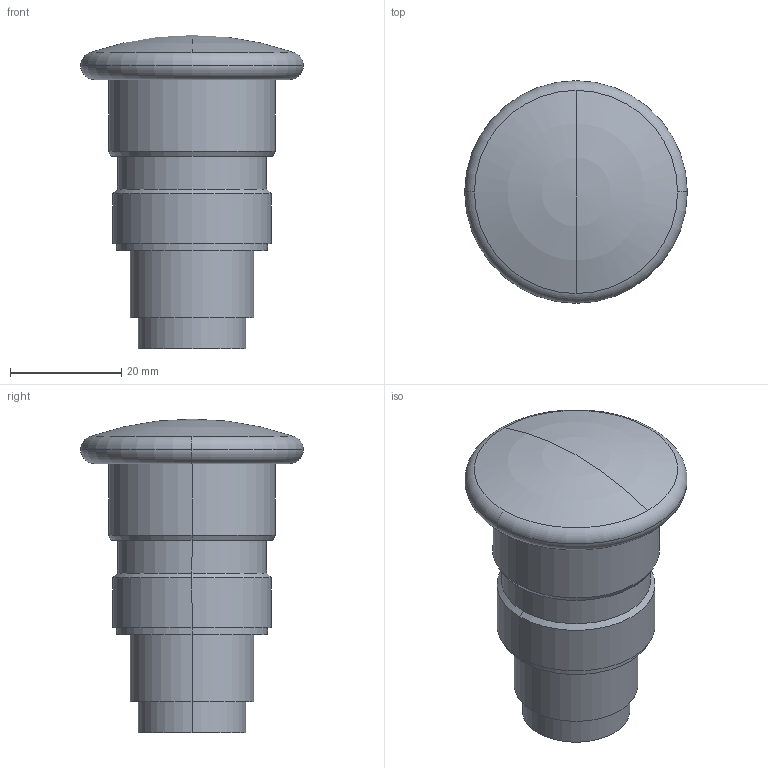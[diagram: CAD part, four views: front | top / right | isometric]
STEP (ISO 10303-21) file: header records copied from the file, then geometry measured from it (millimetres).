
FILE_DESCRIPTION(('STEP AP242'),'1');
FILE_NAME('zb5at844.stp','2020-12-03T15:55:24',('TraceParts'),('TraceParts S.A.'),'Spatial InterOp 3D',' ',' ');
FILE_SCHEMA(('AP242_MANAGED_MODEL_BASED_3D_ENGINEERING_MIM_LF {1 0 10303 442 1 1 4}'));
Length unit declared in the file: millimetre
Products named in the file (1): zb5at844
Bounding box: 40 x 40 x 56.37 mm (x, y, z)
Volume: 33773.9 mm3; surface area: 6922.2 mm2
Topology: 1 solids, 1 shells, 28 faces, 58 edges, 35 vertices
Faces by surface type: cylinder 12, plane 6, torus 4, cone 4, sphere 2
Entity records: 997 total; most frequent: DIRECTION 154, CARTESIAN_POINT 120, ORIENTED_EDGE 112, AXIS2_PLACEMENT_3D 69, EDGE_CURVE 56, CIRCLE 40, VERTEX_POINT 35, EDGE_LOOP 33
